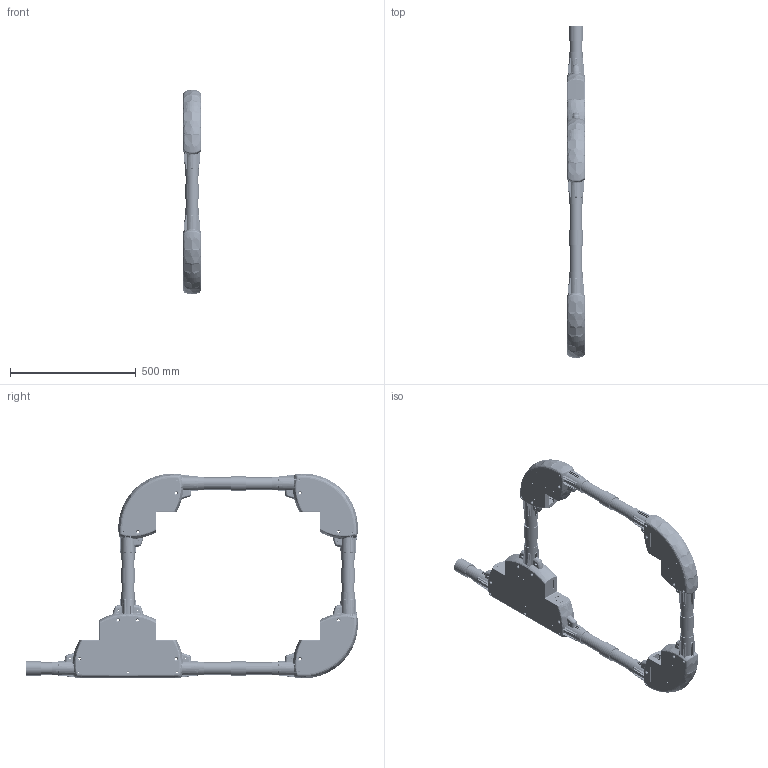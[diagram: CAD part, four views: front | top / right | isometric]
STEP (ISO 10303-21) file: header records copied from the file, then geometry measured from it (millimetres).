
FILE_DESCRIPTION((''),'2;1');
FILE_NAME('LKCO-45-E554-X1.stp','2014-10-28T18:39:24',('fem'),(''),'Autodesk Inventor 2012','Autodesk Inventor 2012','');
FILE_SCHEMA(('AUTOMOTIVE_DESIGN { 1 0 10303 214 1 1 1 1 }'));
Length unit declared in the file: inch
Products named in the file (14): LKCO-45-E554-X1; corner-tube; LKCO-corner-044623; CONDUIT-1; NUT-M5; SCREW-SHCS-M5x20; SCREW-SHCS-M5x60; COUPLING-044529; T-SLIDE-044919-assem; t-slide 044919
Assembly tree (26 placements, depth 3):
  LKCO-45-E554-X1
    corner-tube  x3
      LKCO-corner-044623
      CONDUIT-1
      CONDUIT-1
      NUT-M5
      SCREW-SHCS-M5x20
      SCREW-SHCS-M5x60
    COUPLING-044529  x5
    CONDUIT-1
    CONDUIT-1
    T-SLIDE-044919-assem
      t-slide 044919  x2
    CONDUIT-1
Bounding box: 69.85 x 1322.61 x 815.02 mm (x, y, z)
Volume: 4917122.7 mm3; surface area: 3286237.7 mm2
Topology: 46 solids, 50 shells, 13938 faces, 37952 edges, 24328 vertices
Faces by surface type: plane 5008, cylinder 3232, bspline 3202, cone 2080, torus 252, sphere 164
Full cylindrical faces by diameter (mm): 4.342 x354, 5 x354, 8.128 x20, 8.5 x12, 38.1 x9, 44.577 x5, 48.26 x9, 48.717 x10, 56.794 x5
Entity records: 209100 total; most frequent: CARTESIAN_POINT 121196, ORIENTED_EDGE 19738, DIRECTION 16328, EDGE_CURVE 9869, VERTEX_POINT 6499, AXIS2_PLACEMENT_3D 6177, EDGE_LOOP 4098, VECTOR 3974
